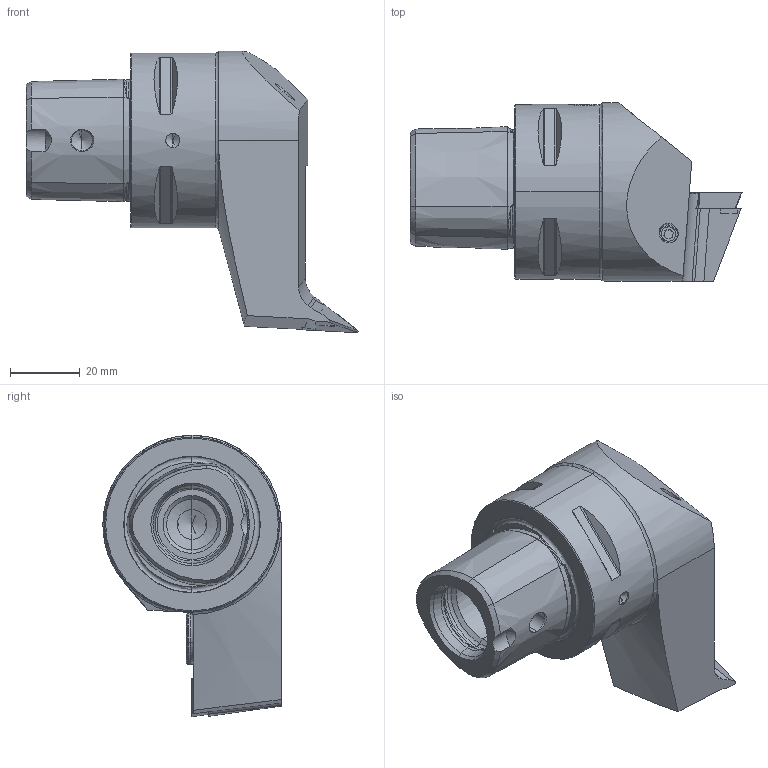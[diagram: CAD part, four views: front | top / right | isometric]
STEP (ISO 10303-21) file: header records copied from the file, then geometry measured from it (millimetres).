
FILE_DESCRIPTION (( 'STEP AP214' ), '1' );
FILE_NAME ('S5-.VB.RJX.065-HPS.STEP', '2023-12-13T16:12:30', ( '' ), ( '' ), 'SwSTEP 2.0', 'SolidWorks 2022', '' );
FILE_SCHEMA (( 'AUTOMOTIVE_DESIGN' ));
Length unit declared in the file: millimetre
Products named in the file (12): CHP-ER1.015.006_A; CHP-ER1.008.014_A; S5-.VB.RJX.065-HPS; CHP-ER1.015.006; DIN 3771 - 13x1; PS5-KVB.RJX.065-HPS_A; DIN 7991 - M5x15; WCB-ER2.001.009_B; ISO 8752 2x8; ISO 4026 - M2 x 2; VCMT160404; ISO 4026 - M5 x 5
Assembly tree (12 placements, depth 3):
  S5-.VB.RJX.065-HPS
    PS5-KVB.RJX.065-HPS_A
    ISO 8752 2x8
    CHP-ER1.015.006
      CHP-ER1.015.006_A
      DIN 3771 - 13x1
      DIN 7991 - M5x15
    CHP-ER1.008.014_A
    WCB-ER2.001.009_B
    VCMT160404
    ISO 4026 - M5 x 5  x2
    ISO 4026 - M2 x 2
Bounding box: 95 x 51 x 80.5 mm (x, y, z)
Volume: 117290.8 mm3; surface area: 26291.1 mm2
Topology: 11 solids, 11 shells, 481 faces, 1175 edges, 706 vertices
Faces by surface type: cone 140, plane 140, cylinder 133, torus 50, bspline 16, sphere 2
Entity records: 16151 total; most frequent: CARTESIAN_POINT 4445, ORIENTED_EDGE 2234, DIRECTION 2181, EDGE_CURVE 1117, AXIS2_PLACEMENT_3D 863, VERTEX_POINT 686, EDGE_LOOP 507, ADVANCED_FACE 466
